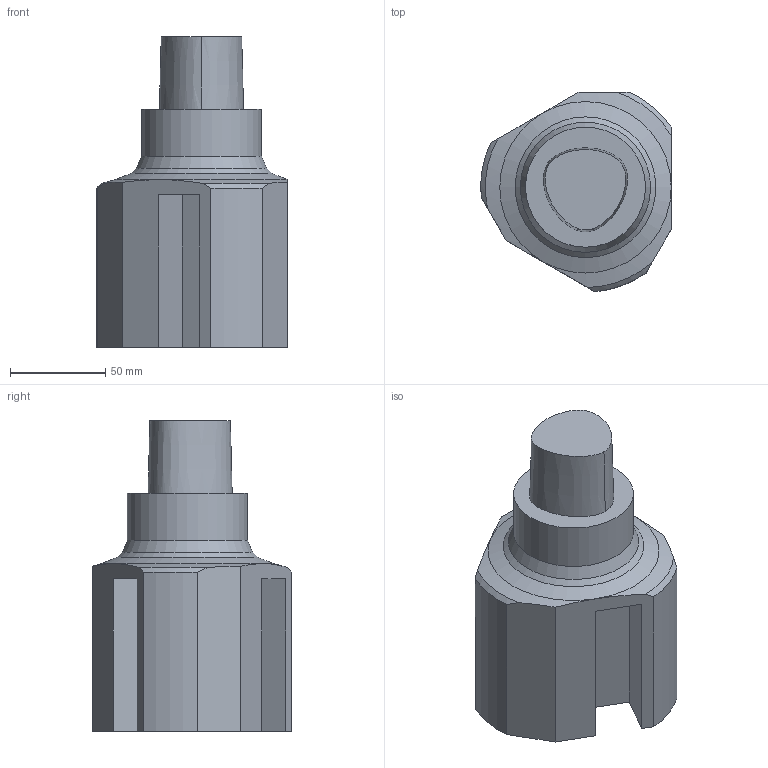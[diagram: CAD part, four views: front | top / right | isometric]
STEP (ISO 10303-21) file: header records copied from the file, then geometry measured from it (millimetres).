
FILE_DESCRIPTION((''),'1');
FILE_NAME('C6-180-3BH25R-125.stp','2017-05-03T06:02:51',(''),(''),'Spatial Interop R21 SP3','Kubotek KeyCreator 2011 V10.0.2 (22737)',' ');
FILE_SCHEMA(('automotive_design'));
Length unit declared in the file: millimetre
Products named in the file (1): Unnamed[1]
Bounding box: 99.96 x 104.78 x 163 mm (x, y, z)
Volume: 732676.3 mm3; surface area: 67455.9 mm2
Topology: 1 solids, 1 shells, 37 faces, 96 edges, 61 vertices
Faces by surface type: plane 21, cone 10, cylinder 4, bspline 2
Full cylindrical faces by diameter (mm): 63 x1
Entity records: 2247 total; most frequent: CARTESIAN_POINT 491, ORIENTED_EDGE 180, PRESENTATION_STYLE_ASSIGNMENT 166, COLOUR_RGB 166, DIRECTION 160, STYLED_ITEM 128, CURVE_STYLE 128, DRAUGHTING_PRE_DEFINED_CURVE_FONT 128
